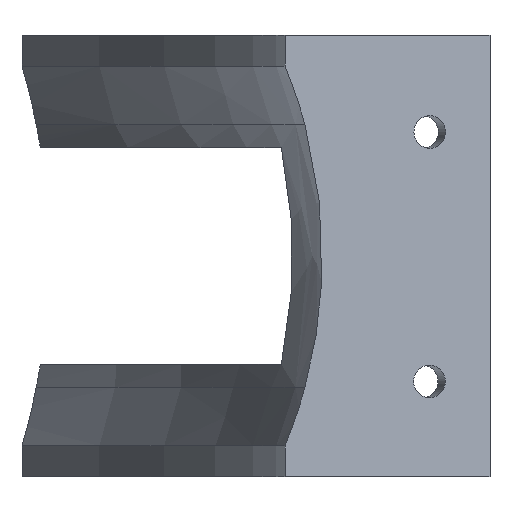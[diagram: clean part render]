
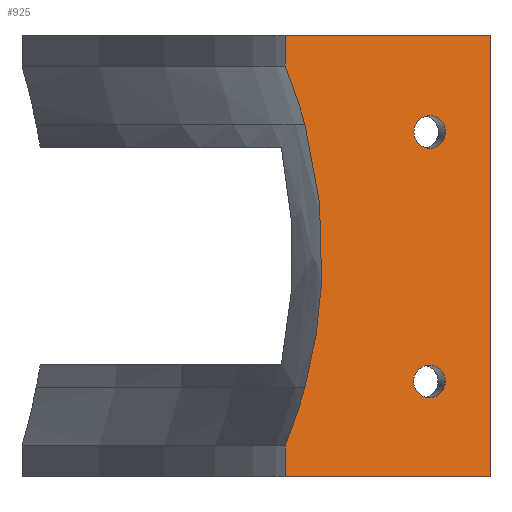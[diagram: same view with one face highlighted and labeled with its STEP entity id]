
A CAD part, front view. The second image highlights one B-rep face of the part: STEP entity #925.
In plain terms, the highlighted planar face has unit normal (0.235, -0.972, 0).
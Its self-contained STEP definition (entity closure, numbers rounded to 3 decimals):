
#25=FACE_BOUND('',#188,.T.);
#26=FACE_BOUND('',#189,.T.);
#48=CIRCLE('',#988,2.1);
#49=CIRCLE('',#990,2.1);
#53=CIRCLE('',#1006,63.065);
#55=CIRCLE('',#1008,63.065);
#83=PLANE('',#1017);
#134=FACE_OUTER_BOUND('',#187,.T.);
#187=EDGE_LOOP('',(#855,#856,#857,#858,#859,#860,#861,#862));
#188=EDGE_LOOP('',(#863));
#189=EDGE_LOOP('',(#864));
#198=ELLIPSE('',#1016,65.353,64.288);
#221=LINE('',#1431,#284);
#224=LINE('',#1438,#287);
#231=LINE('',#1461,#294);
#233=LINE('',#1465,#296);
#237=LINE('',#1476,#300);
#284=VECTOR('',#1096,10.);
#287=VECTOR('',#1103,10.);
#294=VECTOR('',#1126,10.);
#296=VECTOR('',#1130,10.);
#300=VECTOR('',#1144,10.);
#399=VERTEX_POINT('',#1427);
#401=VERTEX_POINT('',#1430);
#403=VERTEX_POINT('',#1437);
#408=VERTEX_POINT('',#1454);
#411=VERTEX_POINT('',#1459);
#412=VERTEX_POINT('',#1463);
#413=VERTEX_POINT('',#1468);
#414=VERTEX_POINT('',#1472);
#445=VERTEX_POINT('',#1698);
#446=VERTEX_POINT('',#1710);
#502=EDGE_CURVE('',#399,#401,#221,.T.);
#506=EDGE_CURVE('',#401,#403,#224,.T.);
#517=EDGE_CURVE('',#408,#411,#231,.T.);
#519=EDGE_CURVE('',#412,#411,#233,.T.);
#522=EDGE_CURVE('',#413,#413,#48,.T.);
#524=EDGE_CURVE('',#414,#414,#49,.T.);
#525=EDGE_CURVE('',#412,#403,#237,.T.);
#568=EDGE_CURVE('',#399,#445,#53,.T.);
#570=EDGE_CURVE('',#446,#408,#55,.T.);
#590=EDGE_CURVE('',#445,#446,#198,.T.);
#855=ORIENTED_EDGE('',*,*,#590,.T.);
#856=ORIENTED_EDGE('',*,*,#570,.T.);
#857=ORIENTED_EDGE('',*,*,#517,.T.);
#858=ORIENTED_EDGE('',*,*,#519,.F.);
#859=ORIENTED_EDGE('',*,*,#525,.T.);
#860=ORIENTED_EDGE('',*,*,#506,.F.);
#861=ORIENTED_EDGE('',*,*,#502,.F.);
#862=ORIENTED_EDGE('',*,*,#568,.T.);
#863=ORIENTED_EDGE('',*,*,#522,.T.);
#864=ORIENTED_EDGE('',*,*,#524,.T.);
#925=ADVANCED_FACE('',(#134,#25,#26),#83,.T.);
#988=AXIS2_PLACEMENT_3D('',#1470,#1135,#1136);
#990=AXIS2_PLACEMENT_3D('',#1474,#1140,#1141);
#1006=AXIS2_PLACEMENT_3D('',#1699,#1189,#1190);
#1008=AXIS2_PLACEMENT_3D('',#1711,#1193,#1194);
#1016=AXIS2_PLACEMENT_3D('',#1863,#1217,#1218);
#1017=AXIS2_PLACEMENT_3D('',#1864,#1219,#1220);
#1096=DIRECTION('',(0.,0.,1.));
#1103=DIRECTION('',(0.972,0.236,0.));
#1126=DIRECTION('',(0.,0.,-1.));
#1130=DIRECTION('',(-0.972,-0.236,0.));
#1135=DIRECTION('center_axis',(-0.236,0.972,0.));
#1136=DIRECTION('ref_axis',(-0.972,-0.236,0.));
#1140=DIRECTION('center_axis',(-0.236,0.972,0.));
#1141=DIRECTION('ref_axis',(-0.972,-0.236,0.));
#1144=DIRECTION('',(0.,0.,1.));
#1189=DIRECTION('center_axis',(-0.236,0.972,0.));
#1190=DIRECTION('ref_axis',(-0.972,-0.236,0.));
#1193=DIRECTION('center_axis',(-0.236,0.972,0.));
#1194=DIRECTION('ref_axis',(-0.972,-0.236,0.));
#1217=DIRECTION('center_axis',(-0.236,0.972,0.));
#1218=DIRECTION('ref_axis',(0.972,0.236,0.));
#1219=DIRECTION('center_axis',(0.236,-0.972,0.));
#1220=DIRECTION('ref_axis',(0.,0.,-1.));
#1427=CARTESIAN_POINT('',(154.184,-0.44,24.519));
#1430=CARTESIAN_POINT('',(154.184,-0.44,28.519));
#1431=CARTESIAN_POINT('',(154.184,-0.44,24.519));
#1437=CARTESIAN_POINT('',(180.638,5.97,28.519));
#1438=CARTESIAN_POINT('',(154.184,-0.44,28.519));
#1454=CARTESIAN_POINT('',(154.184,-0.44,-24.519));
#1459=CARTESIAN_POINT('',(154.184,-0.44,-28.519));
#1461=CARTESIAN_POINT('',(154.184,-0.44,-24.519));
#1463=CARTESIAN_POINT('',(180.638,5.97,-28.519));
#1465=CARTESIAN_POINT('',(180.638,5.97,-28.519));
#1468=CARTESIAN_POINT('',(174.904,4.581,16.005));
#1470=CARTESIAN_POINT('Origin',(172.863,4.086,16.005));
#1472=CARTESIAN_POINT('',(174.867,4.572,-16.195));
#1474=CARTESIAN_POINT('Origin',(172.826,4.077,-16.195));
#1476=CARTESIAN_POINT('',(180.638,5.97,-24.519));
#1698=CARTESIAN_POINT('',(156.745,0.18,16.973));
#1699=CARTESIAN_POINT('Origin',(97.715,-14.123,0.));
#1710=CARTESIAN_POINT('',(156.745,0.18,-16.973));
#1711=CARTESIAN_POINT('Origin',(97.715,-14.123,0.));
#1863=CARTESIAN_POINT('Origin',(95.483,-14.664,0.));
#1864=CARTESIAN_POINT('Origin',(161.24,1.27,0.));
